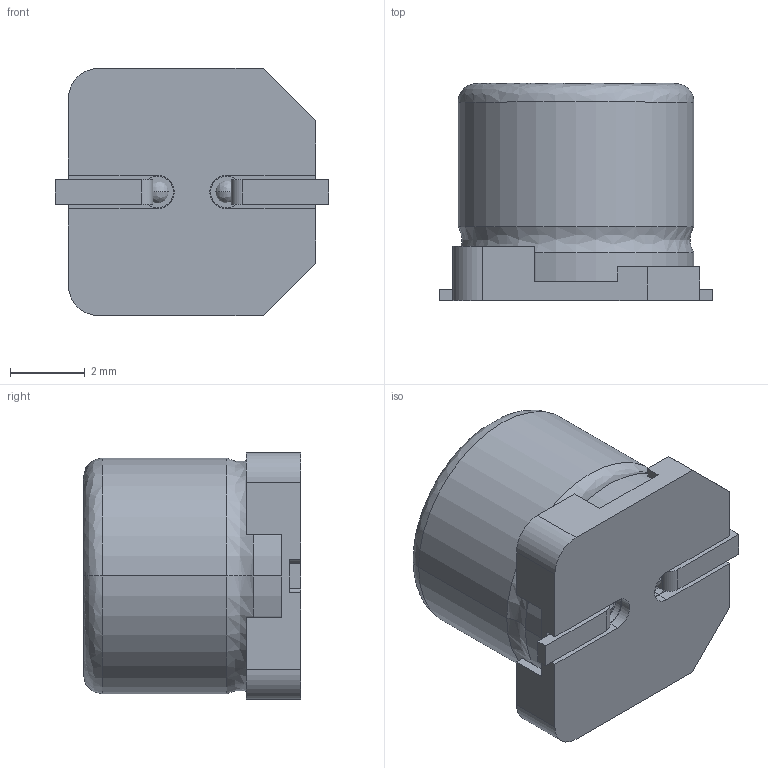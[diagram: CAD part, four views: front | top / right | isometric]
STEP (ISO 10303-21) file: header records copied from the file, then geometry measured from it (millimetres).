
FILE_DESCRIPTION (( 'STEP AP214' ), '1' );
FILE_NAME ('EEHZC1V470P.STEP', '2024-09-05T09:20:18', ( '' ), ( '' ), 'SwSTEP 2.0', 'SolidWorks 2024', '' );
FILE_SCHEMA (( 'AUTOMOTIVE_DESIGN' ));
Length unit declared in the file: millimetre
Products named in the file (4): •W€SIZE CODE D-002_1; •W€SIZE CODE D-001_1; EEHZC1V470P; •W€SIZE CODE D-003_1
Assembly tree (4 placements, depth 2):
  EEHZC1V470P
    •W€SIZE CODE D-001_1
    •W€SIZE CODE D-002_1
    •W€SIZE CODE D-003_1  x2
Bounding box: 7.3 x 5.8 x 6.6 mm (x, y, z)
Volume: 189 mm3; surface area: 293.9 mm2
Topology: 4 solids, 4 shells, 79 faces, 205 edges, 130 vertices
Faces by surface type: plane 48, cylinder 23, bspline 8
Entity records: 2186 total; most frequent: CARTESIAN_POINT 443, DIRECTION 348, ORIENTED_EDGE 334, EDGE_CURVE 167, AXIS2_PLACEMENT_3D 117, LINE 114, VECTOR 114, VERTEX_POINT 108
